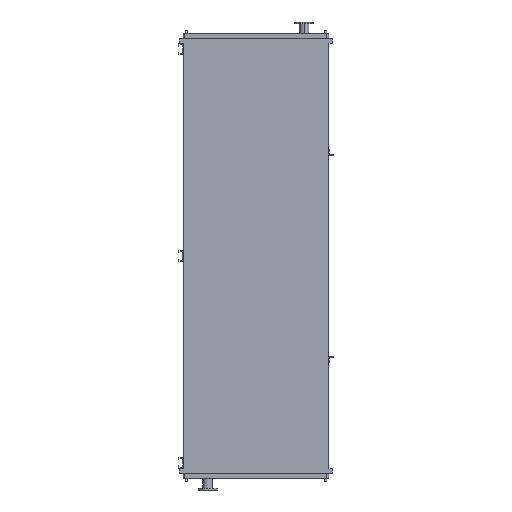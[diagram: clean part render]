
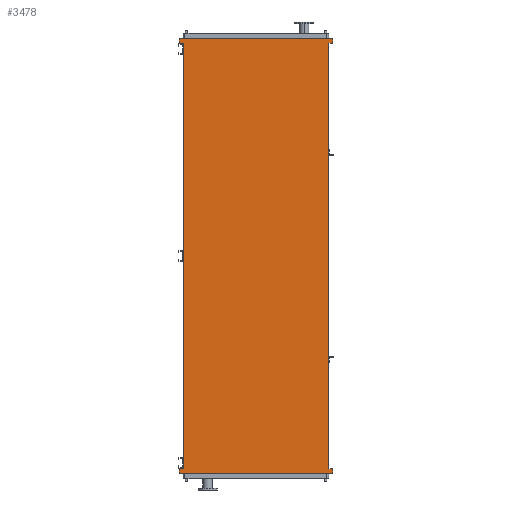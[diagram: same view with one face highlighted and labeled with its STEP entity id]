
A CAD part, front view. The second image highlights one B-rep face of the part: STEP entity #3478.
In plain terms, the highlighted planar face has unit normal (0, -1, 0).
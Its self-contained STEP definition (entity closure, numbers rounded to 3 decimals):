
#24 = LINE ( 'NONE', #3536, #7328 ) ;
#63 = LINE ( 'NONE', #4826, #11335 ) ;
#165 = LINE ( 'NONE', #9824, #3357 ) ;
#304 = ORIENTED_EDGE ( 'NONE', *, *, #5017, .F. ) ;
#375 = EDGE_CURVE ( 'NONE', #8802, #10812, #165, .T. ) ;
#456 = LINE ( 'NONE', #9968, #6619 ) ;
#498 = VERTEX_POINT ( 'NONE', #13468 ) ;
#510 = CARTESIAN_POINT ( 'NONE',  ( 891., 0., -4893. ) ) ;
#527 = VERTEX_POINT ( 'NONE', #9039 ) ;
#555 = DIRECTION ( 'NONE',  ( -1., 0., 0. ) ) ;
#695 = LINE ( 'NONE', #14927, #2387 ) ;
#796 = CARTESIAN_POINT ( 'NONE',  ( 891., 0., -4893. ) ) ;
#1282 = ORIENTED_EDGE ( 'NONE', *, *, #12524, .F. ) ;
#1537 = VERTEX_POINT ( 'NONE', #5539 ) ;
#1683 = CARTESIAN_POINT ( 'NONE',  ( -845., 0., -4850. ) ) ;
#1771 = LINE ( 'NONE', #10274, #3299 ) ;
#1954 = CARTESIAN_POINT ( 'NONE',  ( 845., 0., 43. ) ) ;
#2387 = VECTOR ( 'NONE', #10434, 1000. ) ;
#2424 = CARTESIAN_POINT ( 'NONE',  ( -845., 0., -4893. ) ) ;
#3005 = ORIENTED_EDGE ( 'NONE', *, *, #375, .T. ) ;
#3009 = DIRECTION ( 'NONE',  ( 0., 0., 1. ) ) ;
#3025 = CARTESIAN_POINT ( 'NONE',  ( 891., 0., -4945. ) ) ;
#3297 = VERTEX_POINT ( 'NONE', #796 ) ;
#3299 = VECTOR ( 'NONE', #13529, 1000. ) ;
#3357 = VECTOR ( 'NONE', #11990, 1000. ) ;
#3478 = ADVANCED_FACE ( 'NONE', ( #7620 ), #6452, .T. ) ;
#3536 = CARTESIAN_POINT ( 'NONE',  ( 845., 0., -4893. ) ) ;
#4150 = CARTESIAN_POINT ( 'NONE',  ( 891., 0., 95. ) ) ;
#4343 = CARTESIAN_POINT ( 'NONE',  ( -891., 0., 95. ) ) ;
#4685 = DIRECTION ( 'NONE',  ( -1., 0., 0. ) ) ;
#4731 = VERTEX_POINT ( 'NONE', #4343 ) ;
#4826 = CARTESIAN_POINT ( 'NONE',  ( -891., 0., 43. ) ) ;
#5017 = EDGE_CURVE ( 'NONE', #498, #10812, #10073, .T. ) ;
#5249 = VERTEX_POINT ( 'NONE', #12156 ) ;
#5359 = CARTESIAN_POINT ( 'NONE',  ( -845., 0., -4850. ) ) ;
#5380 = CARTESIAN_POINT ( 'NONE',  ( 845., 0., -4893. ) ) ;
#5466 = ORIENTED_EDGE ( 'NONE', *, *, #5680, .F. ) ;
#5539 = CARTESIAN_POINT ( 'NONE',  ( -845., 0., 43. ) ) ;
#5545 = DIRECTION ( 'NONE',  ( 1., 0., 0. ) ) ;
#5559 = VECTOR ( 'NONE', #5545, 1000. ) ;
#5581 = EDGE_CURVE ( 'NONE', #527, #4731, #1771, .T. ) ;
#5680 = EDGE_CURVE ( 'NONE', #15265, #8457, #7711, .T. ) ;
#5794 = EDGE_CURVE ( 'NONE', #5249, #498, #9785, .T. ) ;
#6205 = ORIENTED_EDGE ( 'NONE', *, *, #11127, .F. ) ;
#6368 = AXIS2_PLACEMENT_3D ( 'NONE', #5359, #10115, #14836 ) ;
#6452 = PLANE ( 'NONE',  #6368 ) ;
#6459 = ORIENTED_EDGE ( 'NONE', *, *, #10005, .F. ) ;
#6619 = VECTOR ( 'NONE', #14684, 1000. ) ;
#6928 = EDGE_CURVE ( 'NONE', #10579, #1537, #13673, .T. ) ;
#7143 = VERTEX_POINT ( 'NONE', #10224 ) ;
#7328 = VECTOR ( 'NONE', #13117, 1000. ) ;
#7538 = EDGE_LOOP ( 'NONE', ( #3005, #304, #11923, #12254, #13254, #13809, #15319, #6205, #1282, #5466, #13592, #6459 ) ) ;
#7544 = VECTOR ( 'NONE', #11136, 1000. ) ;
#7620 = FACE_OUTER_BOUND ( 'NONE', #7538, .T. ) ;
#7711 = LINE ( 'NONE', #3025, #7544 ) ;
#7970 = CARTESIAN_POINT ( 'NONE',  ( 845., 0., 43. ) ) ;
#8032 = LINE ( 'NONE', #4150, #5559 ) ;
#8225 = EDGE_CURVE ( 'NONE', #4731, #5249, #8032, .T. ) ;
#8457 = VERTEX_POINT ( 'NONE', #11690 ) ;
#8463 = DIRECTION ( 'NONE',  ( 0., 0., -1. ) ) ;
#8767 = LINE ( 'NONE', #510, #9880 ) ;
#8802 = VERTEX_POINT ( 'NONE', #5380 ) ;
#9035 = VECTOR ( 'NONE', #8463, 1000. ) ;
#9039 = CARTESIAN_POINT ( 'NONE',  ( -891., 0., 43. ) ) ;
#9640 = CARTESIAN_POINT ( 'NONE',  ( 891., 0., 43. ) ) ;
#9785 = LINE ( 'NONE', #9640, #9035 ) ;
#9824 = CARTESIAN_POINT ( 'NONE',  ( 845., 0., -4850. ) ) ;
#9880 = VECTOR ( 'NONE', #14743, 1000. ) ;
#9968 = CARTESIAN_POINT ( 'NONE',  ( -891., 0., -4893. ) ) ;
#10005 = EDGE_CURVE ( 'NONE', #8802, #3297, #24, .T. ) ;
#10073 = LINE ( 'NONE', #7970, #14592 ) ;
#10115 = DIRECTION ( 'NONE',  ( 0., -1., 0. ) ) ;
#10224 = CARTESIAN_POINT ( 'NONE',  ( -891., 0., -4893. ) ) ;
#10274 = CARTESIAN_POINT ( 'NONE',  ( -891., 0., 95. ) ) ;
#10308 = VECTOR ( 'NONE', #3009, 1000. ) ;
#10434 = DIRECTION ( 'NONE',  ( 0., 0., 1. ) ) ;
#10579 = VERTEX_POINT ( 'NONE', #2424 ) ;
#10812 = VERTEX_POINT ( 'NONE', #1954 ) ;
#11094 = EDGE_CURVE ( 'NONE', #1537, #527, #63, .T. ) ;
#11127 = EDGE_CURVE ( 'NONE', #7143, #10579, #456, .T. ) ;
#11136 = DIRECTION ( 'NONE',  ( -1., 0., 0. ) ) ;
#11335 = VECTOR ( 'NONE', #4685, 1000. ) ;
#11690 = CARTESIAN_POINT ( 'NONE',  ( -891., 0., -4945. ) ) ;
#11923 = ORIENTED_EDGE ( 'NONE', *, *, #5794, .F. ) ;
#11990 = DIRECTION ( 'NONE',  ( 0., 0., 1. ) ) ;
#12156 = CARTESIAN_POINT ( 'NONE',  ( 891., 0., 95. ) ) ;
#12254 = ORIENTED_EDGE ( 'NONE', *, *, #8225, .F. ) ;
#12497 = CARTESIAN_POINT ( 'NONE',  ( 891., 0., -4945. ) ) ;
#12524 = EDGE_CURVE ( 'NONE', #8457, #7143, #695, .T. ) ;
#12816 = EDGE_CURVE ( 'NONE', #3297, #15265, #8767, .T. ) ;
#13117 = DIRECTION ( 'NONE',  ( 1., 0., 0. ) ) ;
#13254 = ORIENTED_EDGE ( 'NONE', *, *, #5581, .F. ) ;
#13468 = CARTESIAN_POINT ( 'NONE',  ( 891., 0., 43. ) ) ;
#13529 = DIRECTION ( 'NONE',  ( 0., 0., 1. ) ) ;
#13592 = ORIENTED_EDGE ( 'NONE', *, *, #12816, .F. ) ;
#13673 = LINE ( 'NONE', #1683, #10308 ) ;
#13809 = ORIENTED_EDGE ( 'NONE', *, *, #11094, .F. ) ;
#14592 = VECTOR ( 'NONE', #555, 1000. ) ;
#14684 = DIRECTION ( 'NONE',  ( 1., 0., 0. ) ) ;
#14743 = DIRECTION ( 'NONE',  ( 0., 0., -1. ) ) ;
#14836 = DIRECTION ( 'NONE',  ( 0., 0., -1. ) ) ;
#14927 = CARTESIAN_POINT ( 'NONE',  ( -891., 0., -4945. ) ) ;
#15265 = VERTEX_POINT ( 'NONE', #12497 ) ;
#15319 = ORIENTED_EDGE ( 'NONE', *, *, #6928, .F. ) ;
